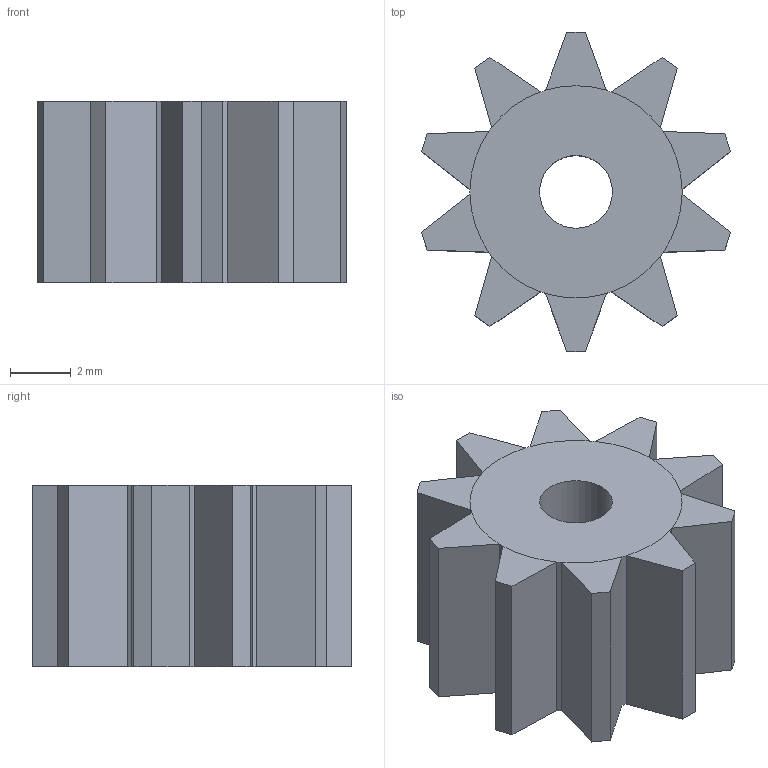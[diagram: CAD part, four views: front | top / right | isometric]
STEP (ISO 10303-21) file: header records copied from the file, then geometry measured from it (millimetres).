
FILE_DESCRIPTION(('FreeCAD Model'),'2;1');
FILE_NAME('Satellites.step','2015-11-25T22:35:27',('Author'),(''), 'Open CASCADE STEP processor 6.8','FreeCAD','Unknown');
FILE_SCHEMA(('AUTOMOTIVE_DESIGN_CC2 { 1 2 10303 214 -1 1 5 4 }'));
Length unit declared in the file: millimetre
Products named in the file (2): ASSEMBLY; PolarPattern
Assembly tree (1 placements, depth 2):
  ASSEMBLY
    PolarPattern
Bounding box: 10.2 x 10.52 x 6 mm (x, y, z)
Volume: 342 mm3; surface area: 449.7 mm2
Topology: 1 solids, 1 shells, 64 faces, 146 edges, 84 vertices
Faces by surface type: plane 52, cylinder 12
Full cylindrical faces by diameter (mm): 2.4 x1
Entity records: 3695 total; most frequent: DIRECTION 614, CARTESIAN_POINT 588, LINE 330, VECTOR 330, ORIENTED_EDGE 292, PCURVE 292, DEFINITIONAL_REPRESENTATION 292, EDGE_CURVE 146
